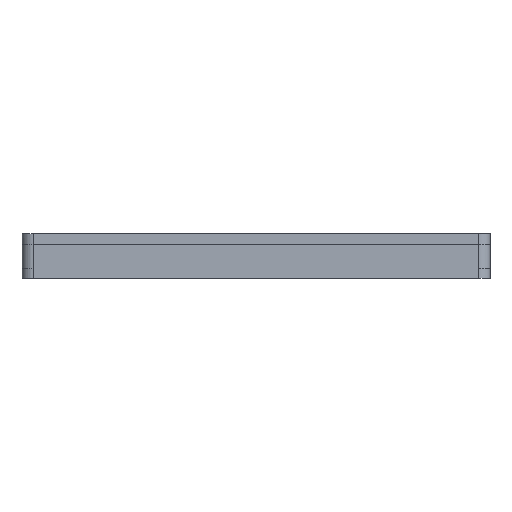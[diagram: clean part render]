
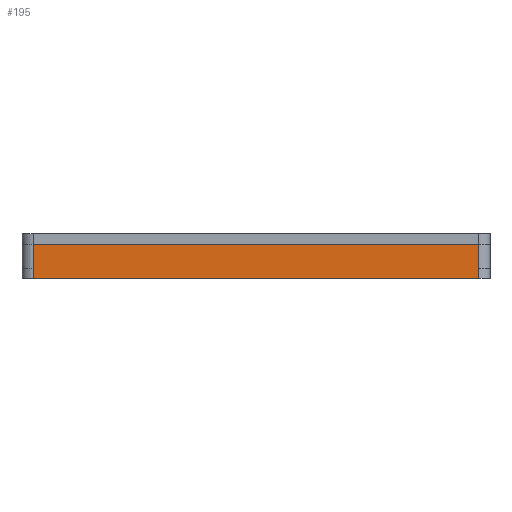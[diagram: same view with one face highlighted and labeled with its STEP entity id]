
A CAD part, left-side view. The second image highlights one B-rep face of the part: STEP entity #195.
In plain terms, the highlighted planar face has unit normal (-1, 0, 0).
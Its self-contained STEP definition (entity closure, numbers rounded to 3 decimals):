
#195=ADVANCED_FACE('',(#503),#5065,.T.);
#503=FACE_OUTER_BOUND('',#828,.T.);
#828=EDGE_LOOP('',(#1777,#1778,#1779,#1780,#1781,#1782));
#1777=ORIENTED_EDGE('',*,*,#2738,.T.);
#1778=ORIENTED_EDGE('',*,*,#2739,.T.);
#1779=ORIENTED_EDGE('',*,*,#2781,.T.);
#1780=ORIENTED_EDGE('',*,*,#2782,.F.);
#1781=ORIENTED_EDGE('',*,*,#2779,.F.);
#1782=ORIENTED_EDGE('',*,*,#2736,.F.);
#2736=EDGE_CURVE('',#4420,#4421,#3913,.T.);
#2738=EDGE_CURVE('',#4420,#4422,#3915,.T.);
#2739=EDGE_CURVE('',#4422,#4423,#3916,.T.);
#2779=EDGE_CURVE('',#4421,#4450,#3956,.T.);
#2781=EDGE_CURVE('',#4423,#4451,#3958,.T.);
#2782=EDGE_CURVE('',#4450,#4451,#3959,.T.);
#3913=(
BOUNDED_CURVE()
B_SPLINE_CURVE(1,(#7153,#7154),.UNSPECIFIED.,.F.,.F.)
B_SPLINE_CURVE_WITH_KNOTS((2,2),(0.,3.),.UNSPECIFIED.)
CURVE()
GEOMETRIC_REPRESENTATION_ITEM()
RATIONAL_B_SPLINE_CURVE((1.,1.))
REPRESENTATION_ITEM('')
);
#3915=(
BOUNDED_CURVE()
B_SPLINE_CURVE(2,(#7158,#7159,#7160),.UNSPECIFIED.,.F.,.F.)
B_SPLINE_CURVE_WITH_KNOTS((3,3),(17.399,72.043),
 .UNSPECIFIED.)
CURVE()
GEOMETRIC_REPRESENTATION_ITEM()
RATIONAL_B_SPLINE_CURVE((1.,1.,1.))
REPRESENTATION_ITEM('')
);
#3916=(
BOUNDED_CURVE()
B_SPLINE_CURVE(1,(#7161,#7162),.UNSPECIFIED.,.F.,.F.)
B_SPLINE_CURVE_WITH_KNOTS((2,2),(0.,3.),.UNSPECIFIED.)
CURVE()
GEOMETRIC_REPRESENTATION_ITEM()
RATIONAL_B_SPLINE_CURVE((1.,1.))
REPRESENTATION_ITEM('')
);
#3956=(
BOUNDED_CURVE()
B_SPLINE_CURVE(1,(#7266,#7267),.UNSPECIFIED.,.F.,.F.)
B_SPLINE_CURVE_WITH_KNOTS((2,2),(0.,1.25),.UNSPECIFIED.)
CURVE()
GEOMETRIC_REPRESENTATION_ITEM()
RATIONAL_B_SPLINE_CURVE((1.,1.))
REPRESENTATION_ITEM('')
);
#3958=(
BOUNDED_CURVE()
B_SPLINE_CURVE(1,(#7271,#7272),.UNSPECIFIED.,.F.,.F.)
B_SPLINE_CURVE_WITH_KNOTS((2,2),(0.,1.25),.UNSPECIFIED.)
CURVE()
GEOMETRIC_REPRESENTATION_ITEM()
RATIONAL_B_SPLINE_CURVE((1.,1.))
REPRESENTATION_ITEM('')
);
#3959=(
BOUNDED_CURVE()
B_SPLINE_CURVE(2,(#7273,#7274,#7275),.UNSPECIFIED.,.F.,.F.)
B_SPLINE_CURVE_WITH_KNOTS((3,3),(17.399,72.043),
 .UNSPECIFIED.)
CURVE()
GEOMETRIC_REPRESENTATION_ITEM()
RATIONAL_B_SPLINE_CURVE((1.,1.,1.))
REPRESENTATION_ITEM('')
);
#4420=VERTEX_POINT('',#6647);
#4421=VERTEX_POINT('',#6648);
#4422=VERTEX_POINT('',#6649);
#4423=VERTEX_POINT('',#6650);
#4450=VERTEX_POINT('',#6677);
#4451=VERTEX_POINT('',#6678);
#5065=PLANE('',#5476);
#5476=AXIS2_PLACEMENT_3D('',#6350,#5762,$);
#5762=DIRECTION('',(-1.,0.,0.));
#6350=CARTESIAN_POINT('',(-21.459,0.,0.25));
#6647=CARTESIAN_POINT('',(-21.459,0.,0.25));
#6648=CARTESIAN_POINT('',(-21.459,0.,-2.75));
#6649=CARTESIAN_POINT('',(-21.459,55.4,0.25));
#6650=CARTESIAN_POINT('',(-21.459,55.4,-2.75));
#6677=CARTESIAN_POINT('',(-21.459,0.,-4.));
#6678=CARTESIAN_POINT('',(-21.459,55.4,-4.));
#7153=CARTESIAN_POINT('',(-21.459,0.,0.25));
#7154=CARTESIAN_POINT('',(-21.459,0.,-2.75));
#7158=CARTESIAN_POINT('',(-21.459,0.,0.25));
#7159=CARTESIAN_POINT('',(-21.459,27.7,0.25));
#7160=CARTESIAN_POINT('',(-21.459,55.4,0.25));
#7161=CARTESIAN_POINT('',(-21.459,55.4,0.25));
#7162=CARTESIAN_POINT('',(-21.459,55.4,-2.75));
#7266=CARTESIAN_POINT('',(-21.459,0.,-2.75));
#7267=CARTESIAN_POINT('',(-21.459,0.,-4.));
#7271=CARTESIAN_POINT('',(-21.459,55.4,-2.75));
#7272=CARTESIAN_POINT('',(-21.459,55.4,-4.));
#7273=CARTESIAN_POINT('',(-21.459,0.,-4.));
#7274=CARTESIAN_POINT('',(-21.459,27.7,-4.));
#7275=CARTESIAN_POINT('',(-21.459,55.4,-4.));
